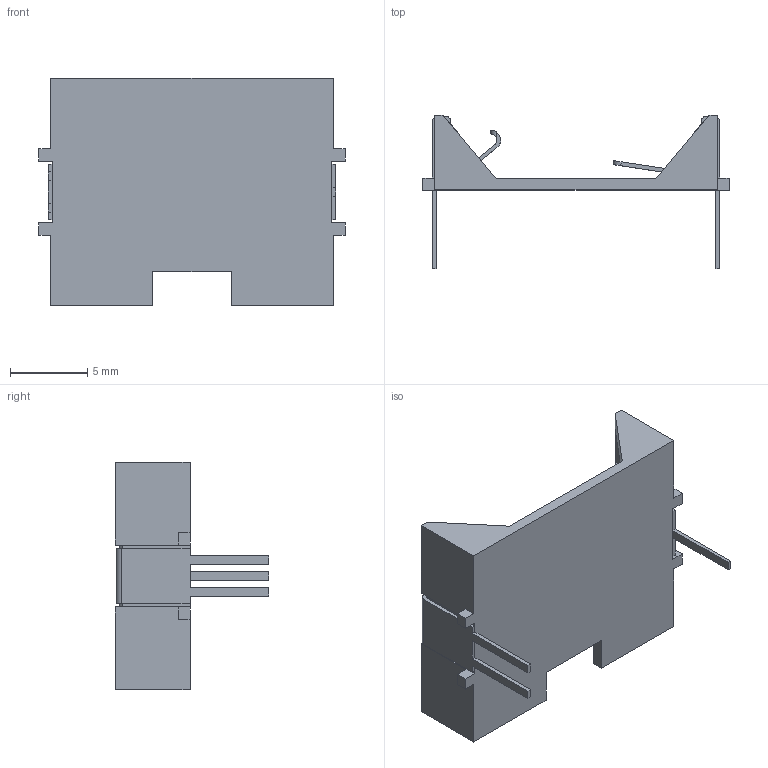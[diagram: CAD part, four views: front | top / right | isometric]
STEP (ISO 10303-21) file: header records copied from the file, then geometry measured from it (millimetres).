
FILE_DESCRIPTION (( 'STEP AP214' ), '1' );
FILE_NAME ('BHSD-1225-PC.STEP', '2022-03-09T08:17:40', ( '' ), ( '' ), 'SwSTEP 2.0', 'SolidWorks 2017', '' );
FILE_SCHEMA (( 'AUTOMOTIVE_DESIGN' ));
Length unit declared in the file: millimetre
Products named in the file (1): BHSD-1225-PC
Bounding box: 19.81 x 9.91 x 14.73 mm (x, y, z)
Volume: 346.5 mm3; surface area: 1130.3 mm2
Topology: 3 solids, 3 shells, 146 faces, 414 edges, 274 vertices
Faces by surface type: plane 114, cylinder 32
Entity records: 4790 total; most frequent: CARTESIAN_POINT 905, ORIENTED_EDGE 828, DIRECTION 754, EDGE_CURVE 414, LINE 352, VECTOR 352, VERTEX_POINT 274, AXIS2_PLACEMENT_3D 201
